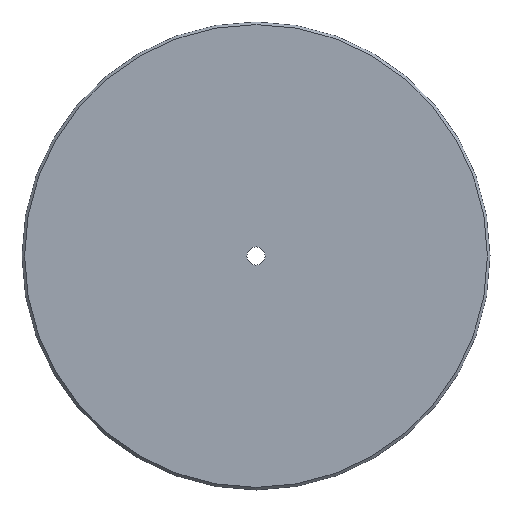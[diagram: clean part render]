
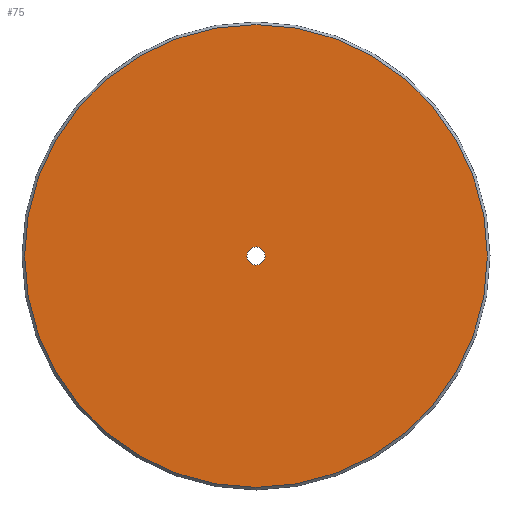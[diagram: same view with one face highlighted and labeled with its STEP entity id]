
A CAD part, front view. The second image highlights one B-rep face of the part: STEP entity #75.
In plain terms, the highlighted planar face has unit normal (0, -1, 0).
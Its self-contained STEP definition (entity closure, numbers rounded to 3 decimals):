
#16=FACE_BOUND('',#27,.T.);
#18=PLANE('',#96);
#21=FACE_OUTER_BOUND('',#26,.T.);
#26=EDGE_LOOP('',(#60));
#27=EDGE_LOOP('',(#61));
#39=CIRCLE('',#95,89.);
#40=CIRCLE('',#97,3.5);
#44=VERTEX_POINT('',#132);
#45=VERTEX_POINT('',#136);
#50=EDGE_CURVE('',#44,#44,#39,.T.);
#51=EDGE_CURVE('',#45,#45,#40,.T.);
#60=ORIENTED_EDGE('',*,*,#50,.F.);
#61=ORIENTED_EDGE('',*,*,#51,.F.);
#75=ADVANCED_FACE('',(#21,#16),#18,.F.);
#95=AXIS2_PLACEMENT_3D('',#134,#110,#111);
#96=AXIS2_PLACEMENT_3D('',#135,#112,#113);
#97=AXIS2_PLACEMENT_3D('',#137,#114,#115);
#110=DIRECTION('center_axis',(0.,1.,0.));
#111=DIRECTION('ref_axis',(1.,0.,0.));
#112=DIRECTION('center_axis',(0.,1.,0.));
#113=DIRECTION('ref_axis',(1.,0.,0.));
#114=DIRECTION('center_axis',(0.,-1.,0.));
#115=DIRECTION('ref_axis',(1.,0.,0.));
#132=CARTESIAN_POINT('',(-89.,0.,0.));
#134=CARTESIAN_POINT('Origin',(0.,0.,0.));
#135=CARTESIAN_POINT('Origin',(0.,0.,0.));
#136=CARTESIAN_POINT('',(-3.5,0.,0.));
#137=CARTESIAN_POINT('Origin',(0.,0.,0.));
